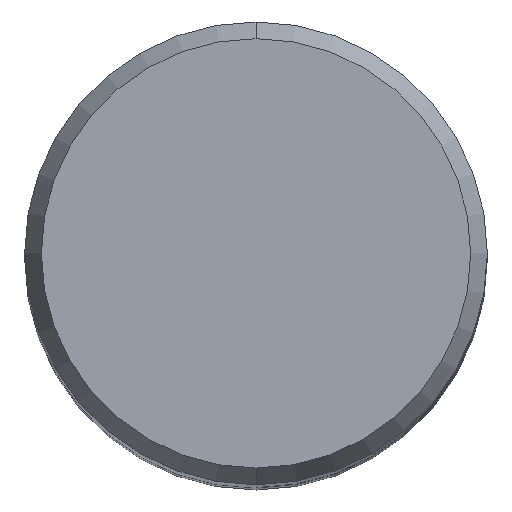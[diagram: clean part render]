
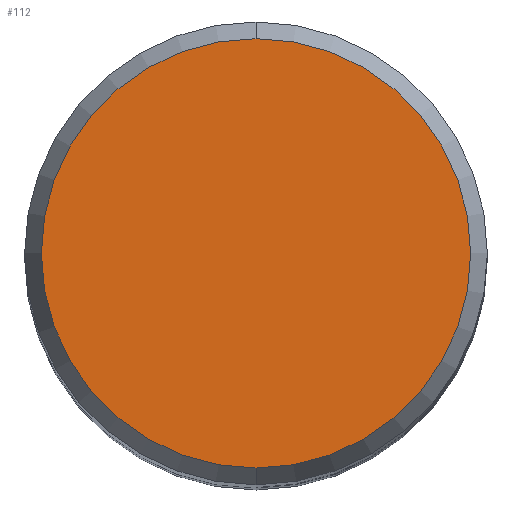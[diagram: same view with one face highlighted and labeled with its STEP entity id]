
A CAD part, top view. The second image highlights one B-rep face of the part: STEP entity #112.
In plain terms, the highlighted planar face has unit normal (0, 0, 1).
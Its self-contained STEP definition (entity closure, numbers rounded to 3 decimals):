
#98=VERTEX_POINT('',#221);
#112=ADVANCED_FACE('',(#237),#238,.T.);
#122=EDGE_CURVE('',#98,#136,#249,.T.);
#136=VERTEX_POINT('',#266);
#154=EDGE_CURVE('',#136,#98,#288,.T.);
#221=CARTESIAN_POINT('',(0.,-5.892,0.01));
#237=FACE_OUTER_BOUND('',#373,.T.);
#238=PLANE('',#374);
#249=CIRCLE('',#387,5.892);
#266=CARTESIAN_POINT('',(0.0,5.892,0.01));
#288=CIRCLE('',#431,5.892);
#373=EDGE_LOOP('',(#526,#527));
#374=AXIS2_PLACEMENT_3D('',#528,#529,#530);
#387=AXIS2_PLACEMENT_3D('',#542,#543,#544);
#431=AXIS2_PLACEMENT_3D('',#595,#596,#597);
#526=ORIENTED_EDGE('',*,*,#154,.F.);
#527=ORIENTED_EDGE('',*,*,#122,.F.);
#528=CARTESIAN_POINT('',(0.0,2.946,0.01));
#529=DIRECTION('',(-0.0,0.0,1.0));
#530=DIRECTION('',(0.0,-1.0,0.0));
#542=CARTESIAN_POINT('',(0.0,0.0,0.01));
#543=DIRECTION('',(0.0,0.0,-1.0));
#544=DIRECTION('',(0.0,1.0,0.0));
#595=CARTESIAN_POINT('',(0.0,0.0,0.01));
#596=DIRECTION('',(0.0,0.0,-1.0));
#597=DIRECTION('',(0.0,1.0,0.0));
